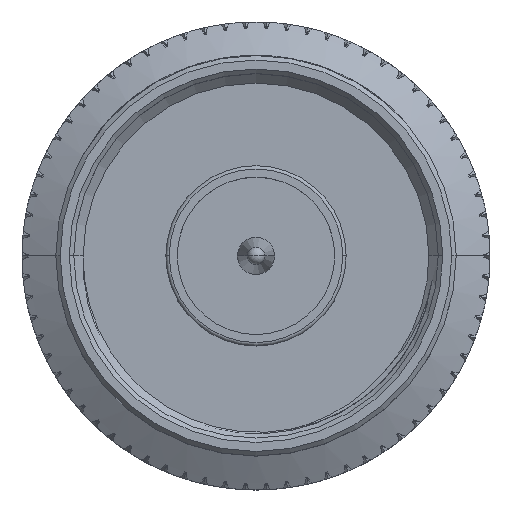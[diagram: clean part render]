
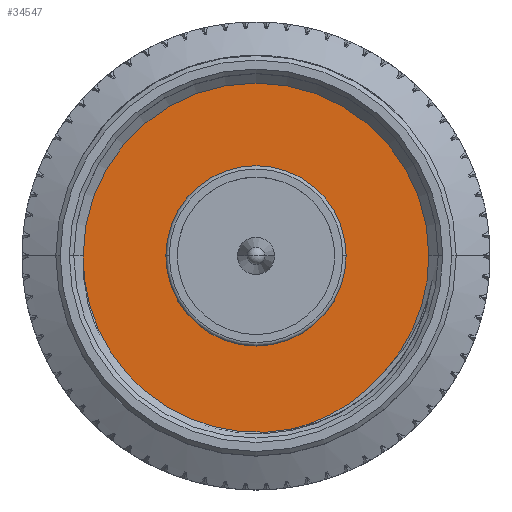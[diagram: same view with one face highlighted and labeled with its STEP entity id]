
A CAD part, top view. The second image highlights one B-rep face of the part: STEP entity #34547.
In plain terms, the highlighted planar face has unit normal (0, 0, 1).
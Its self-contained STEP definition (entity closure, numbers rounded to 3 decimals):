
#591 = DIRECTION ( 'NONE',  ( 0., 0., -1. ) ) ;
#843 = CARTESIAN_POINT ( 'NONE',  ( -6.714, -4.072, -3.417 ) ) ;
#959 = ORIENTED_EDGE ( 'NONE', *, *, #41380, .T. ) ;
#990 = DIRECTION ( 'NONE',  ( -1., 0., 0. ) ) ;
#1069 = DIRECTION ( 'NONE',  ( 0., 0., 1. ) ) ;
#1180 = CARTESIAN_POINT ( 'NONE',  ( 4.203, -6.54, -3.417 ) ) ;
#1231 = DIRECTION ( 'NONE',  ( -1., 0., 0. ) ) ;
#1827 = EDGE_CURVE ( 'NONE', #70298, #50215, #60269, .T. ) ;
#4646 = ORIENTED_EDGE ( 'NONE', *, *, #34482, .T. ) ;
#5382 = CARTESIAN_POINT ( 'NONE',  ( 7.683, 0., -3.417 ) ) ;
#5800 = CIRCLE ( 'NONE', #46730, 7.683 ) ;
#7057 = CARTESIAN_POINT ( 'NONE',  ( 4.005, 0., -3.417 ) ) ;
#7344 = CARTESIAN_POINT ( 'NONE',  ( -5.799, -5.375, -3.417 ) ) ;
#7648 = CARTESIAN_POINT ( 'NONE',  ( 5.404, -5.513, -3.417 ) ) ;
#7819 = PLANE ( 'NONE',  #68105 ) ;
#8319 = VERTEX_POINT ( 'NONE', #46909 ) ;
#8352 = FACE_OUTER_BOUND ( 'NONE', #30434, .T. ) ;
#9771 = CIRCLE ( 'NONE', #70535, 4.005 ) ;
#11276 = CARTESIAN_POINT ( 'NONE',  ( 0., 0., -3.417 ) ) ;
#11395 = CARTESIAN_POINT ( 'NONE',  ( -4.669, -6.465, -3.417 ) ) ;
#11674 = CARTESIAN_POINT ( 'NONE',  ( -3.777, -7.024, -3.417 ) ) ;
#12541 = ORIENTED_EDGE ( 'NONE', *, *, #1827, .T. ) ;
#13530 = CARTESIAN_POINT ( 'NONE',  ( -7.687, -0.533, -3.417 ) ) ;
#13863 = CARTESIAN_POINT ( 'NONE',  ( 0.234, -7.904, -3.417 ) ) ;
#14283 = DIRECTION ( 'NONE',  ( -1., 0., 0. ) ) ;
#17729 = DIRECTION ( 'NONE',  ( -1., 0., 0. ) ) ;
#18143 = CARTESIAN_POINT ( 'NONE',  ( -0.802, -7.934, -3.417 ) ) ;
#18186 = VERTEX_POINT ( 'NONE', #43191 ) ;
#18671 = EDGE_CURVE ( 'NONE', #24591, #62503, #20093, .T. ) ;
#19957 = CARTESIAN_POINT ( 'NONE',  ( -7.683, 0., -3.417 ) ) ;
#20093 = CIRCLE ( 'NONE', #77158, 7.683 ) ;
#21116 = VERTEX_POINT ( 'NONE', #70355 ) ;
#22093 = EDGE_CURVE ( 'NONE', #21116, #24591, #51456, .T. ) ;
#22368 = EDGE_LOOP ( 'NONE', ( #26204, #79188 ) ) ;
#24591 = VERTEX_POINT ( 'NONE', #81477 ) ;
#26204 = ORIENTED_EDGE ( 'NONE', *, *, #63152, .T. ) ;
#26350 = CARTESIAN_POINT ( 'NONE',  ( -7.588, -1.584, -3.417 ) ) ;
#26687 = CARTESIAN_POINT ( 'NONE',  ( 1.29, -7.769, -3.417 ) ) ;
#28674 = EDGE_CURVE ( 'NONE', #50215, #21116, #43921, .T. ) ;
#30434 = EDGE_LOOP ( 'NONE', ( #42049, #4646, #959, #12541, #50736, #39234 ) ) ;
#32793 = CARTESIAN_POINT ( 'NONE',  ( -7.331, -2.61, -3.417 ) ) ;
#33124 = CARTESIAN_POINT ( 'NONE',  ( 2.319, -7.501, -3.417 ) ) ;
#34482 = EDGE_CURVE ( 'NONE', #62503, #8319, #46429, .T. ) ;
#34547 = ADVANCED_FACE ( 'NONE', ( #8352, #59464 ), #7819, .F. ) ;
#39029 = CARTESIAN_POINT ( 'NONE',  ( 0., 0., -3.417 ) ) ;
#39234 = ORIENTED_EDGE ( 'NONE', *, *, #22093, .T. ) ;
#39264 = CARTESIAN_POINT ( 'NONE',  ( -6.955, -3.604, -3.417 ) ) ;
#39396 = DIRECTION ( 'NONE',  ( 0., 0., 1. ) ) ;
#39490 = CARTESIAN_POINT ( 'NONE',  ( 0., 0., -3.417 ) ) ;
#39598 = CARTESIAN_POINT ( 'NONE',  ( 3.751, -6.832, -3.417 ) ) ;
#39644 = DIRECTION ( 'NONE',  ( 0., 0., -1. ) ) ;
#41380 = EDGE_CURVE ( 'NONE', #8319, #70298, #5800, .T. ) ;
#42049 = ORIENTED_EDGE ( 'NONE', *, *, #18671, .T. ) ;
#43191 = CARTESIAN_POINT ( 'NONE',  ( -4.005, 0., -3.417 ) ) ;
#43392 = AXIS2_PLACEMENT_3D ( 'NONE', #78117, #39644, #1231 ) ;
#43921 = B_SPLINE_CURVE_WITH_KNOTS ( 'NONE', 3,
 ( #62653, #11395, #11674, #56475, #18143, #62905 ),
 .UNSPECIFIED., .F., .F.,
 ( 4, 2, 4 ),
 ( 0., 0.003, 0.006 ),
 .UNSPECIFIED. ) ;
#45447 = DIRECTION ( 'NONE',  ( -1., 0., 0. ) ) ;
#45680 = CARTESIAN_POINT ( 'NONE',  ( -6.137, -4.957, -3.417 ) ) ;
#45889 = DIRECTION ( 'NONE',  ( -1., 0., 0. ) ) ;
#45989 = CARTESIAN_POINT ( 'NONE',  ( 5.027, -5.881, -3.417 ) ) ;
#46429 = CIRCLE ( 'NONE', #46567, 7.683 ) ;
#46567 = AXIS2_PLACEMENT_3D ( 'NONE', #39490, #1069, #45889 ) ;
#46730 = AXIS2_PLACEMENT_3D ( 'NONE', #77866, #39396, #990 ) ;
#46863 = CIRCLE ( 'NONE', #43392, 4.005 ) ;
#46909 = CARTESIAN_POINT ( 'NONE',  ( -7.683, 0., -3.417 ) ) ;
#50215 = VERTEX_POINT ( 'NONE', #67195 ) ;
#50736 = ORIENTED_EDGE ( 'NONE', *, *, #28674, .T. ) ;
#51456 = B_SPLINE_CURVE_WITH_KNOTS ( 'NONE', 3,
 ( #13863, #52178, #65067, #26687, #71571, #33124, #78063, #39598, #1180, #45989, #7648, #52466 ),
 .UNSPECIFIED., .F., .F.,
 ( 4, 2, 2, 2, 2, 4 ),
 ( 0., 0.001, 0.002, 0.003, 0.005, 0.006 ),
 .UNSPECIFIED. ) ;
#52120 = CARTESIAN_POINT ( 'NONE',  ( -5.423, -5.754, -3.417 ) ) ;
#52178 = CARTESIAN_POINT ( 'NONE',  ( 0.5, -7.887, -3.417 ) ) ;
#52466 = CARTESIAN_POINT ( 'NONE',  ( 5.743, -5.104, -3.417 ) ) ;
#52619 = DIRECTION ( 'NONE',  ( 0., 0., -1. ) ) ;
#56067 = DIRECTION ( 'NONE',  ( 0., 0., 1. ) ) ;
#56475 = CARTESIAN_POINT ( 'NONE',  ( -1.841, -7.759, -3.417 ) ) ;
#58312 = CARTESIAN_POINT ( 'NONE',  ( -7.692, -0.266, -3.417 ) ) ;
#58819 = CARTESIAN_POINT ( 'NONE',  ( 0., 0., -3.417 ) ) ;
#59464 = FACE_BOUND ( 'NONE', #22368, .T. ) ;
#60269 = B_SPLINE_CURVE_WITH_KNOTS ( 'NONE', 3,
 ( #19957, #58312, #13530, #64740, #26350, #71222, #32793, #77735, #39264, #843, #45680, #7344, #52120 ),
 .UNSPECIFIED., .F., .F.,
 ( 4, 2, 1, 2, 2, 2, 4 ),
 ( 0.009, 0.01, 0.01, 0.011, 0.012, 0.013, 0.015 ),
 .UNSPECIFIED. ) ;
#62503 = VERTEX_POINT ( 'NONE', #5382 ) ;
#62653 = CARTESIAN_POINT ( 'NONE',  ( -5.423, -5.754, -3.417 ) ) ;
#62905 = CARTESIAN_POINT ( 'NONE',  ( 0.234, -7.904, -3.417 ) ) ;
#63152 = EDGE_CURVE ( 'NONE', #66511, #18186, #46863, .T. ) ;
#64740 = CARTESIAN_POINT ( 'NONE',  ( -7.651, -1.061, -3.417 ) ) ;
#65067 = CARTESIAN_POINT ( 'NONE',  ( 0.765, -7.857, -3.417 ) ) ;
#66511 = VERTEX_POINT ( 'NONE', #7057 ) ;
#67195 = CARTESIAN_POINT ( 'NONE',  ( -5.423, -5.754, -3.417 ) ) ;
#68105 = AXIS2_PLACEMENT_3D ( 'NONE', #58819, #52619, #14283 ) ;
#70298 = VERTEX_POINT ( 'NONE', #71173 ) ;
#70355 = CARTESIAN_POINT ( 'NONE',  ( 0.234, -7.904, -3.417 ) ) ;
#70535 = AXIS2_PLACEMENT_3D ( 'NONE', #39029, #591, #45447 ) ;
#71173 = CARTESIAN_POINT ( 'NONE',  ( -7.683, 0., -3.417 ) ) ;
#71222 = CARTESIAN_POINT ( 'NONE',  ( -7.473, -2.099, -3.417 ) ) ;
#71249 = EDGE_CURVE ( 'NONE', #18186, #66511, #9771, .T. ) ;
#71571 = CARTESIAN_POINT ( 'NONE',  ( 1.551, -7.711, -3.417 ) ) ;
#77158 = AXIS2_PLACEMENT_3D ( 'NONE', #11276, #56067, #17729 ) ;
#77735 = CARTESIAN_POINT ( 'NONE',  ( -7.246, -2.864, -3.417 ) ) ;
#77866 = CARTESIAN_POINT ( 'NONE',  ( 0., 0., -3.417 ) ) ;
#78063 = CARTESIAN_POINT ( 'NONE',  ( 2.81, -7.31, -3.417 ) ) ;
#78117 = CARTESIAN_POINT ( 'NONE',  ( 0., 0., -3.417 ) ) ;
#79188 = ORIENTED_EDGE ( 'NONE', *, *, #71249, .T. ) ;
#81477 = CARTESIAN_POINT ( 'NONE',  ( 5.743, -5.104, -3.417 ) ) ;
